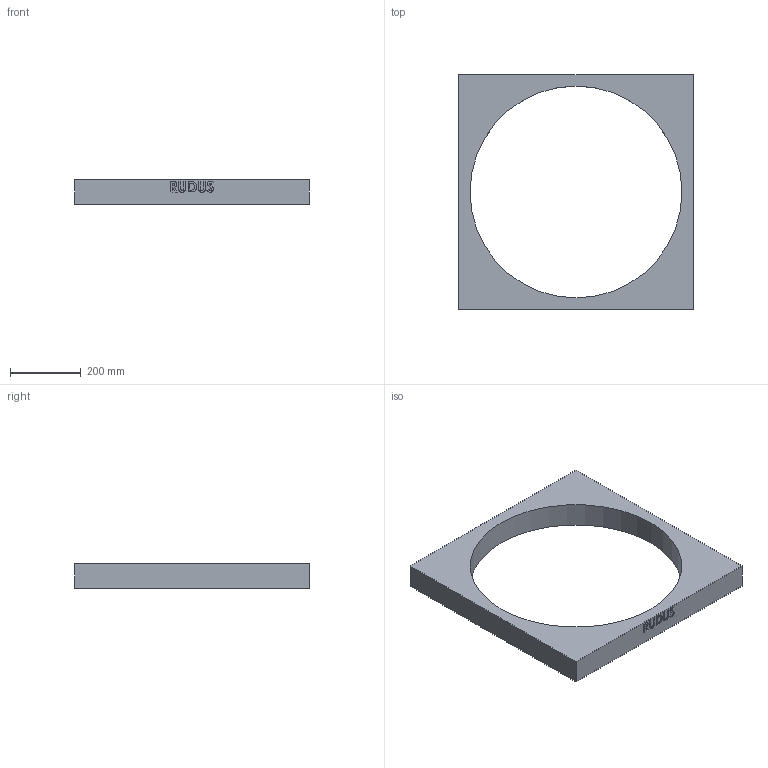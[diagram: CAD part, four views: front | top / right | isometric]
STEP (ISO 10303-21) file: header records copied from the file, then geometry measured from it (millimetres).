
FILE_DESCRIPTION (( 'STEP AP203' ), '1' );
FILE_NAME ('Rudus 2706065 Korotusrengas neliö 665x665x70.step', '2020-03-15T21:46:06', ( '' ), ( '' ), 'SwSTEP 2.0', 'SolidWorks 2019', '' );
FILE_SCHEMA (( 'CONFIG_CONTROL_DESIGN' ));
Length unit declared in the file: millimetre
Products named in the file (2): Rudus 2706065 Korotusrengas neliö 665x665x70; kaivo-osa-korotusrengas-nelio_neli”korkkari
Assembly tree (1 placements, depth 2):
  Rudus 2706065 Korotusrengas neliö 665x665x70
    kaivo-osa-korotusrengas-nelio_neli”korkkari
Bounding box: 665 x 665 x 70 mm (x, y, z)
Volume: 11158324.7 mm3; surface area: 639201.3 mm2
Topology: 1 solids, 1 shells, 77 faces, 204 edges, 136 vertices
Faces by surface type: plane 44, bspline 31, cylinder 2
Entity records: 3434 total; most frequent: CARTESIAN_POINT 1600, ORIENTED_EDGE 408, DIRECTION 211, EDGE_CURVE 204, VERTEX_POINT 136, VECTOR 103, LINE 103, B_SPLINE_CURVE_WITH_KNOTS 97
